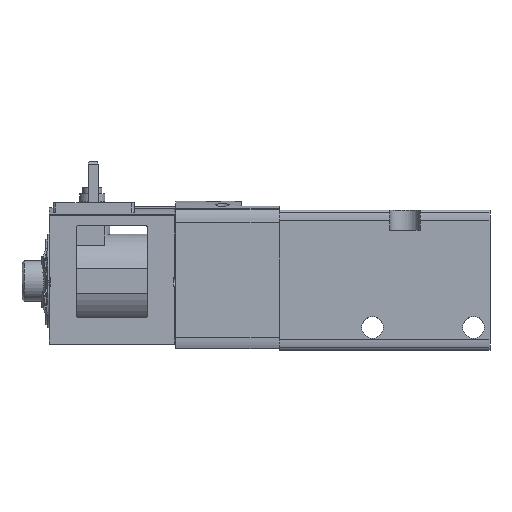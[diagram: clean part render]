
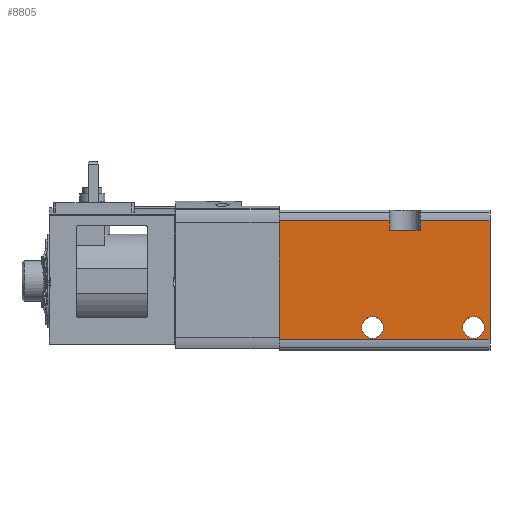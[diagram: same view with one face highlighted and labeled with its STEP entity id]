
A CAD part, top view. The second image highlights one B-rep face of the part: STEP entity #8805.
In plain terms, the highlighted planar face has unit normal (0, 0, 1).
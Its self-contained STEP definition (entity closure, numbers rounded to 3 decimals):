
#345=LINE('',#12175,#955);
#346=LINE('',#12178,#956);
#347=LINE('',#12180,#957);
#348=LINE('',#12182,#958);
#349=LINE('',#12184,#959);
#350=LINE('',#12186,#960);
#351=LINE('',#12188,#961);
#352=LINE('',#12190,#962);
#955=VECTOR('',#10039,1000.);
#956=VECTOR('',#10040,1000.);
#957=VECTOR('',#10041,1000.);
#958=VECTOR('',#10042,1000.);
#959=VECTOR('',#10043,1000.);
#960=VECTOR('',#10044,1000.);
#961=VECTOR('',#10045,1000.);
#962=VECTOR('',#10046,1000.);
#1584=ORIENTED_EDGE('',*,*,#3608,.F.);
#1585=ORIENTED_EDGE('',*,*,#3609,.F.);
#1586=ORIENTED_EDGE('',*,*,#3610,.F.);
#1587=ORIENTED_EDGE('',*,*,#3611,.T.);
#1588=ORIENTED_EDGE('',*,*,#3612,.T.);
#1589=ORIENTED_EDGE('',*,*,#3613,.F.);
#1590=ORIENTED_EDGE('',*,*,#3614,.F.);
#1591=ORIENTED_EDGE('',*,*,#3615,.T.);
#1592=ORIENTED_EDGE('',*,*,#3616,.F.);
#1593=ORIENTED_EDGE('',*,*,#3617,.F.);
#3608=EDGE_CURVE('',#4617,#4617,#5293,.F.);
#3609=EDGE_CURVE('',#4618,#4618,#5294,.F.);
#3610=EDGE_CURVE('',#4619,#4620,#345,.T.);
#3611=EDGE_CURVE('',#4619,#4621,#346,.T.);
#3612=EDGE_CURVE('',#4621,#4622,#347,.T.);
#3613=EDGE_CURVE('',#4623,#4622,#348,.T.);
#3614=EDGE_CURVE('',#4624,#4623,#349,.T.);
#3615=EDGE_CURVE('',#4624,#4625,#350,.T.);
#3616=EDGE_CURVE('',#4626,#4625,#351,.T.);
#3617=EDGE_CURVE('',#4620,#4626,#352,.T.);
#4617=VERTEX_POINT('',#12172);
#4618=VERTEX_POINT('',#12174);
#4619=VERTEX_POINT('',#12176);
#4620=VERTEX_POINT('',#12177);
#4621=VERTEX_POINT('',#12179);
#4622=VERTEX_POINT('',#12181);
#4623=VERTEX_POINT('',#12183);
#4624=VERTEX_POINT('',#12185);
#4625=VERTEX_POINT('',#12187);
#4626=VERTEX_POINT('',#12189);
#5293=CIRCLE('',#9233,2.15);
#5294=CIRCLE('',#9234,2.15);
#5585=EDGE_LOOP('',(#1584));
#5586=EDGE_LOOP('',(#1585));
#5587=EDGE_LOOP('',(#1586,#1587,#1588,#1589,#1590,#1591,#1592,#1593));
#6068=FACE_BOUND('',#5585,.T.);
#6069=FACE_BOUND('',#5586,.T.);
#6070=FACE_BOUND('',#5587,.T.);
#6544=PLANE('',#9232);
#8805=ADVANCED_FACE('',(#6068,#6069,#6070),#6544,.F.);
#9232=AXIS2_PLACEMENT_3D('',#12170,#10033,#10034);
#9233=AXIS2_PLACEMENT_3D('',#12171,#10035,#10036);
#9234=AXIS2_PLACEMENT_3D('',#12173,#10037,#10038);
#10033=DIRECTION('',(0.,0.,-1.));
#10034=DIRECTION('',(-1.,0.,0.));
#10035=DIRECTION('',(0.,0.,-1.));
#10036=DIRECTION('',(-1.,0.,0.));
#10037=DIRECTION('',(0.,0.,-1.));
#10038=DIRECTION('',(-1.,0.,0.));
#10039=DIRECTION('',(0.,-1.,0.));
#10040=DIRECTION('',(-1.,0.,0.));
#10041=DIRECTION('',(0.,-1.,0.));
#10042=DIRECTION('',(-1.,0.,0.));
#10043=DIRECTION('',(0.,-1.,0.));
#10044=DIRECTION('',(-1.,0.,0.));
#10045=DIRECTION('',(0.,1.,0.));
#10046=DIRECTION('',(1.,0.,0.));
#12170=CARTESIAN_POINT('',(12.85,25.6,10.6));
#12171=CARTESIAN_POINT('',(9.6,4.5,10.6));
#12172=CARTESIAN_POINT('',(7.45,4.5,10.6));
#12173=CARTESIAN_POINT('',(-10.4,4.5,10.6));
#12174=CARTESIAN_POINT('',(-12.55,4.5,10.6));
#12175=CARTESIAN_POINT('',(-7.,25.6,10.6));
#12176=CARTESIAN_POINT('',(-7.,25.6,10.6));
#12177=CARTESIAN_POINT('',(-7.,23.7,10.6));
#12178=CARTESIAN_POINT('',(12.85,25.6,10.6));
#12179=CARTESIAN_POINT('',(-28.9,25.6,10.6));
#12180=CARTESIAN_POINT('',(-28.9,25.6,10.6));
#12181=CARTESIAN_POINT('',(-28.9,2.1,10.6));
#12182=CARTESIAN_POINT('',(12.85,2.1,10.6));
#12183=CARTESIAN_POINT('',(12.85,2.1,10.6));
#12184=CARTESIAN_POINT('',(12.85,25.6,10.6));
#12185=CARTESIAN_POINT('',(12.85,25.6,10.6));
#12186=CARTESIAN_POINT('',(12.85,25.6,10.6));
#12187=CARTESIAN_POINT('',(-1.,25.6,10.6));
#12188=CARTESIAN_POINT('',(-1.,25.6,10.6));
#12189=CARTESIAN_POINT('',(-1.,23.7,10.6));
#12190=CARTESIAN_POINT('',(12.85,23.7,10.6));
